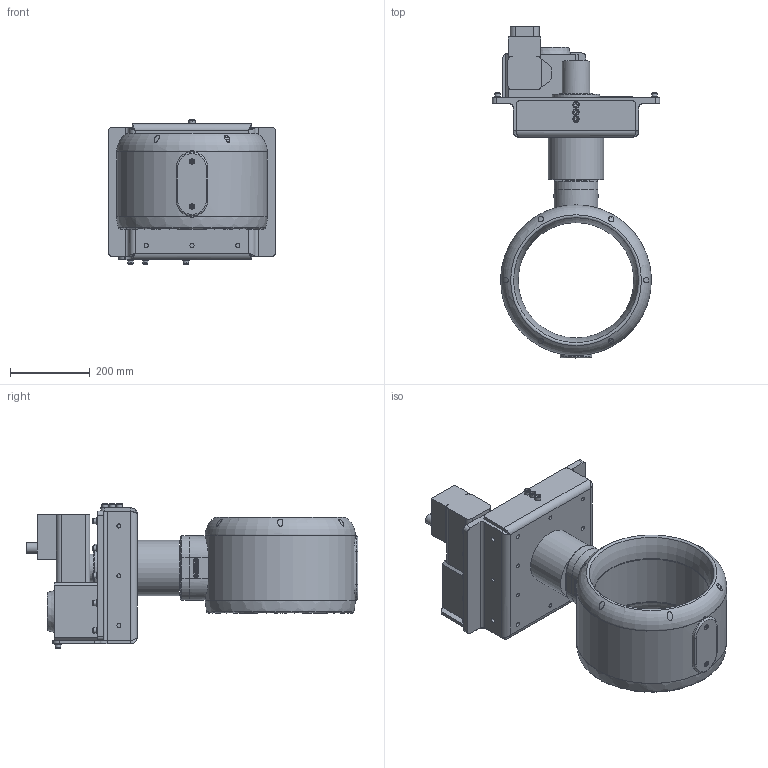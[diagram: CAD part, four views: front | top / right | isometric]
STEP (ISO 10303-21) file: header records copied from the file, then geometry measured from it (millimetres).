
FILE_DESCRIPTION (( 'STEP AP214' ), '1' );
FILE_NAME ('P-087-130-rev-A-M290.STEP', '2025-06-24T07:03:32', ( '' ), ( '' ), 'SwSTEP 2.0', 'SolidWorks 2024', '' );
FILE_SCHEMA (( 'AUTOMOTIVE_DESIGN' ));
Length unit declared in the file: millimetre
Products named in the file (1): P-087-130-rev-A-M290
Bounding box: 420 x 833.4 x 361.95 mm (x, y, z)
Volume: 29148417.5 mm3; surface area: 1214274 mm2
Topology: 1 solids, 7 shells, 1140 faces, 2848 edges, 1837 vertices
Faces by surface type: plane 776, bspline 140, cylinder 132, torus 52, cone 36, sphere 4
Full cylindrical faces by diameter (mm): 3.5 x4, 5.7 x4, 6 x2, 6.6 x2, 10.2 x16, 11.57 x2, 13 x13, 14.8 x3, 16 x16, 70 x1, 105 x1, 140 x1, 290 x1
Entity records: 49526 total; most frequent: CARTESIAN_POINT 12791, ORIENTED_EDGE 5242, DIRECTION 4403, EDGE_CURVE 2621, VERTEX_POINT 1747, LINE 1505, VECTOR 1505, AXIS2_PLACEMENT_3D 1449
